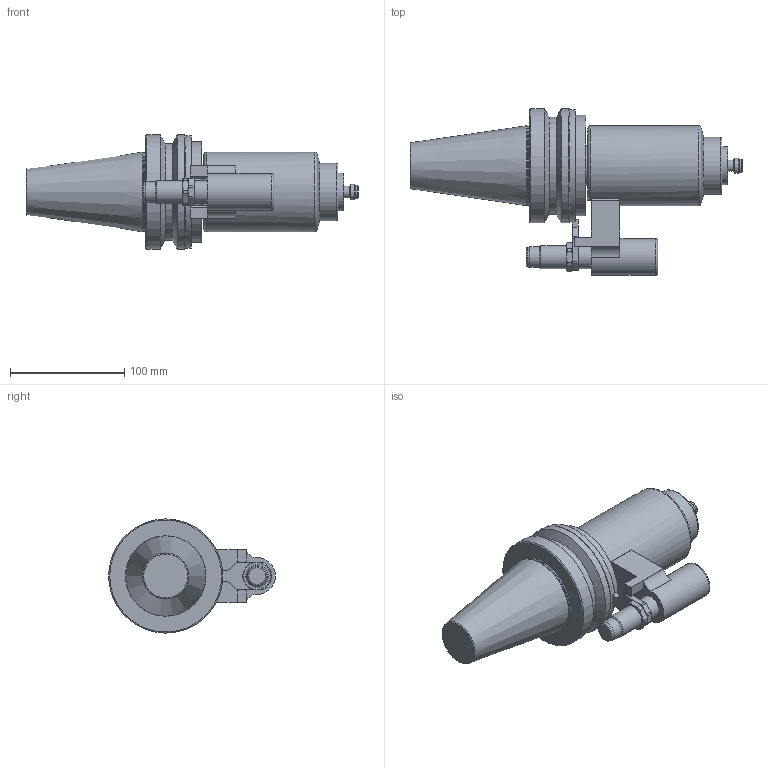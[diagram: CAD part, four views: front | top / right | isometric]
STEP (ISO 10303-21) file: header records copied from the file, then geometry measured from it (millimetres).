
FILE_DESCRIPTION(/* description */ (''),/* implementation_level */ '2;1');
FILE_NAME(/* name */ 'BT50-BMA-177.stp',/* time_stamp */ '2022-08-02T16:43:51+09:00',/* author */ ('AIS-12'),/* organization */ (''),/* preprocessor_version */ 'ST-DEVELOPER v17.2',/* originating_system */ 'Autodesk Inventor 2019',/* authorisation */ '');
FILE_SCHEMA (('AUTOMOTIVE_DESIGN { 1 0 10303 214 3 1 1 }'));
Length unit declared in the file: millimetre
Products named in the file (1): BT50-BMA-177
Bounding box: 290.62 x 146 x 100 mm (x, y, z)
Volume: 1140237.6 mm3; surface area: 96513.7 mm2
Topology: 1 solids, 1 shells, 117 faces, 339 edges, 228 vertices
Faces by surface type: plane 51, cylinder 34, cone 22, torus 10
Full cylindrical faces by diameter (mm): 11.5 x1, 13.4 x1, 18 x1, 20 x2, 32 x1, 33 x1, 35 x1, 50 x1, 68.9 x1, 70 x1, 85 x1, 88 x1, 98.5 x1, 100 x2
Entity records: 3996 total; most frequent: CARTESIAN_POINT 755, DIRECTION 717, ORIENTED_EDGE 678, EDGE_CURVE 339, AXIS2_PLACEMENT_3D 286, VERTEX_POINT 228, CIRCLE 168, LINE 145
